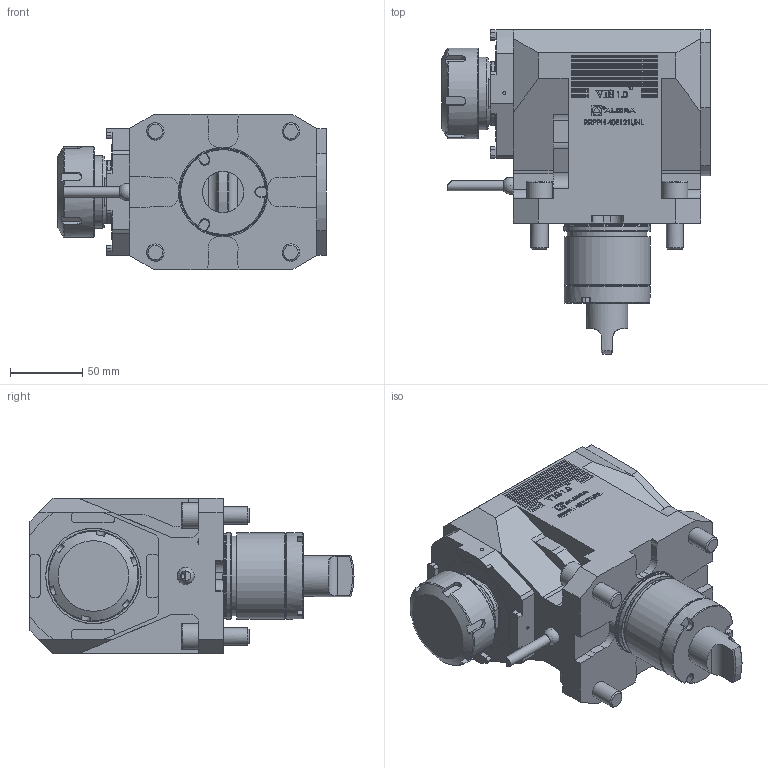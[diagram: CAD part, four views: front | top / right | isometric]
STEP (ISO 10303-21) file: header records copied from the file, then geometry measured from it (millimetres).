
FILE_DESCRIPTION (( 'STEP AP214' ), '1' );
FILE_NAME ('RRPPH40E121UNL.STEP', '2025-09-02T13:13:17', ( '' ), ( '' ), 'SwSTEP 2.0', 'SolidWorks 2023', '' );
FILE_SCHEMA (( 'AUTOMOTIVE_DESIGN' ));
Length unit declared in the file: millimetre
Products named in the file (1): RRPPH40E121UNL
Bounding box: 186.2 x 224.8 x 108 mm (x, y, z)
Volume: 2073462.2 mm3; surface area: 132080.8 mm2
Topology: 1 solids, 1 shells, 976 faces, 2565 edges, 1703 vertices
Faces by surface type: plane 672, cylinder 135, bspline 125, cone 24, torus 19, sphere 1
Full cylindrical faces by diameter (mm): 1.7 x1, 2.1 x1, 4 x1, 6.366 x1, 7 x1, 12 x4, 18 x4, 28.5 x1, 50.3 x1, 55.2 x1, 59.5 x1, 59.7 x1, 59.8 x1, 59.9 x1, 63 x1
Entity records: 39631 total; most frequent: CARTESIAN_POINT 13557, ORIENTED_EDGE 4996, DIRECTION 4101, EDGE_CURVE 2498, LINE 1819, VECTOR 1819, VERTEX_POINT 1683, AXIS2_PLACEMENT_3D 1141
